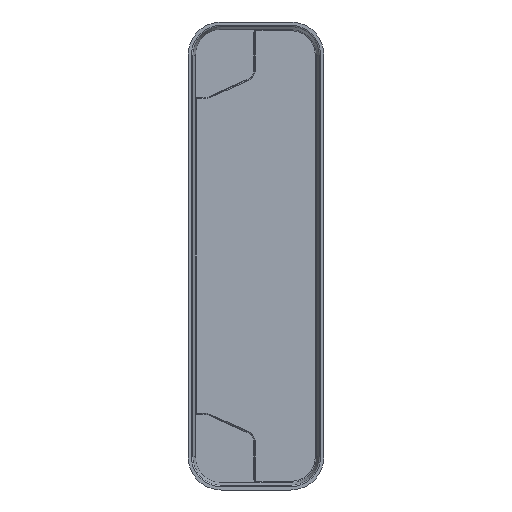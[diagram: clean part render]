
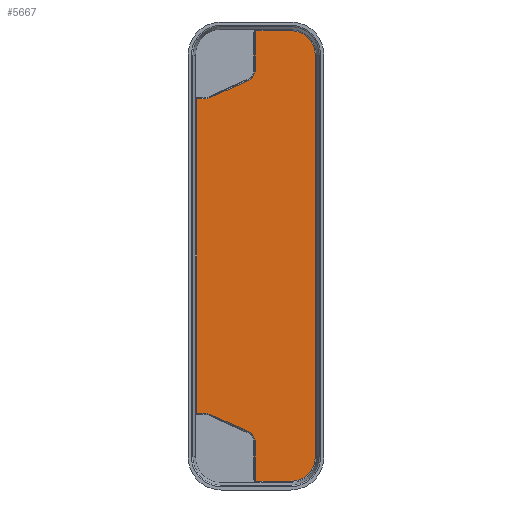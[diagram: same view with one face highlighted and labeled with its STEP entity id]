
A CAD part, front view. The second image highlights one B-rep face of the part: STEP entity #5667.
In plain terms, the highlighted planar face has unit normal (0, -1, 0).
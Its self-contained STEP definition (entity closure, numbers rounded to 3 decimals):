
#1561=DIRECTION('',(0.,0.,1.));
#1562=VECTOR('',#1561,278.);
#1563=CARTESIAN_POINT('',(41.,7.,-139.));
#1564=LINE('',#1563,#1562);
#1574=CARTESIAN_POINT('',(5.7,7.,-153.851));
#1575=DIRECTION('',(0.,-1.,0.));
#1576=DIRECTION('',(-1.,0.,0.));
#1577=AXIS2_PLACEMENT_3D('',#1574,#1575,#1576);
#1579=DIRECTION('',(0.,0.,-1.));
#1580=VECTOR('',#1579,25.184);
#1581=CARTESIAN_POINT('',(-0.5,7.,-128.667));
#1582=LINE('',#1581,#1580);
#1583=CARTESIAN_POINT('',(-8.3,7.,-128.667));
#1584=DIRECTION('',(0.,1.,0.));
#1585=DIRECTION('',(0.407,0.,0.914));
#1586=AXIS2_PLACEMENT_3D('',#1583,#1584,#1585);
#1588=DIRECTION('',(0.914,0.,-0.407));
#1589=VECTOR('',#1588,29.518);
#1590=CARTESIAN_POINT('',(-32.094,7.,-109.535));
#1591=LINE('',#1590,#1589);
#1592=CARTESIAN_POINT('',(-35.958,7.,-118.214));
#1593=DIRECTION('',(0.,1.,0.));
#1594=DIRECTION('',(0.,0.,1.));
#1595=AXIS2_PLACEMENT_3D('',#1592,#1593,#1594);
#1597=DIRECTION('',(1.,0.,0.));
#1598=VECTOR('',#1597,5.042);
#1599=CARTESIAN_POINT('',(-41.,7.,-108.714));
#1600=LINE('',#1599,#1598);
#1601=DIRECTION('',(-1.,0.,0.));
#1602=VECTOR('',#1601,5.042);
#1603=CARTESIAN_POINT('',(-35.958,7.,108.714));
#1604=LINE('',#1603,#1602);
#1605=CARTESIAN_POINT('',(-35.958,7.,118.214));
#1606=DIRECTION('',(0.,1.,0.));
#1607=DIRECTION('',(0.407,0.,-0.914));
#1608=AXIS2_PLACEMENT_3D('',#1605,#1606,#1607);
#1610=DIRECTION('',(-0.914,0.,-0.407));
#1611=VECTOR('',#1610,29.518);
#1612=CARTESIAN_POINT('',(-5.127,7.,121.541));
#1613=LINE('',#1612,#1611);
#1614=CARTESIAN_POINT('',(-8.3,7.,128.667));
#1615=DIRECTION('',(0.,1.,0.));
#1616=DIRECTION('',(1.,0.,0.));
#1617=AXIS2_PLACEMENT_3D('',#1614,#1615,#1616);
#1619=DIRECTION('',(0.,0.,-1.));
#1620=VECTOR('',#1619,25.184);
#1621=CARTESIAN_POINT('',(-0.5,7.,153.851));
#1622=LINE('',#1621,#1620);
#1623=CARTESIAN_POINT('',(5.7,7.,153.851));
#1624=DIRECTION('',(0.,-1.,0.));
#1625=DIRECTION('',(-0.938,0.,0.347));
#1626=AXIS2_PLACEMENT_3D('',#1623,#1624,#1625);
#1736=CARTESIAN_POINT('',(-0.116,7.,
-156.));
#1758=DIRECTION('',(-1.,0.,0.));
#1759=VECTOR('',#1758,24.116);
#1760=CARTESIAN_POINT('',(24.,7.,-156.));
#1761=LINE('',#1760,#1759);
#1772=CARTESIAN_POINT('',(24.,7.,-139.));
#1773=DIRECTION('',(0.,1.,0.));
#1774=DIRECTION('',(1.,0.,0.));
#1775=AXIS2_PLACEMENT_3D('',#1772,#1773,#1774);
#1976=DIRECTION('',(1.,0.,0.));
#1977=VECTOR('',#1976,24.116);
#1978=CARTESIAN_POINT('',(-0.116,7.,
156.));
#1979=LINE('',#1978,#1977);
#1985=CARTESIAN_POINT('',(24.,7.,139.));
#1986=DIRECTION('',(0.,1.,0.));
#1987=DIRECTION('',(0.,0.,1.));
#1988=AXIS2_PLACEMENT_3D('',#1985,#1986,#1987);
#2156=DIRECTION('',(0.,0.,1.));
#2157=VECTOR('',#2156,217.428);
#2158=CARTESIAN_POINT('',(-41.,7.,-108.714));
#2159=LINE('',#2158,#2157);
#2577=CARTESIAN_POINT('',(41.,7.,-139.));
#2578=VERTEX_POINT('',#2577);
#2579=CARTESIAN_POINT('',(24.,7.,-156.));
#2580=VERTEX_POINT('',#2579);
#2589=CARTESIAN_POINT('',(24.,7.,156.));
#2590=VERTEX_POINT('',#2589);
#2591=CARTESIAN_POINT('',(41.,7.,139.));
#2592=VERTEX_POINT('',#2591);
#2788=VERTEX_POINT('',#1736);
#2790=CARTESIAN_POINT('',(-0.5,7.,-153.851));
#2791=VERTEX_POINT('',#2790);
#2794=CARTESIAN_POINT('',(-0.5,7.,-128.667));
#2795=VERTEX_POINT('',#2794);
#2798=CARTESIAN_POINT('',(-5.127,7.,-121.541));
#2799=VERTEX_POINT('',#2798);
#2802=CARTESIAN_POINT('',(-32.094,7.,-109.535));
#2803=VERTEX_POINT('',#2802);
#2806=CARTESIAN_POINT('',(-35.958,7.,-108.714));
#2807=VERTEX_POINT('',#2806);
#2810=CARTESIAN_POINT('',(-41.,7.,-108.714));
#2811=VERTEX_POINT('',#2810);
#2822=CARTESIAN_POINT('',(-41.,7.,108.714));
#2824=VERTEX_POINT('',#2822);
#2826=CARTESIAN_POINT('',(-35.958,7.,108.714));
#2827=VERTEX_POINT('',#2826);
#2830=CARTESIAN_POINT('',(-32.094,7.,109.535));
#2831=VERTEX_POINT('',#2830);
#2834=CARTESIAN_POINT('',(-5.127,7.,121.541));
#2835=VERTEX_POINT('',#2834);
#2838=CARTESIAN_POINT('',(-0.5,7.,128.667));
#2839=VERTEX_POINT('',#2838);
#2842=CARTESIAN_POINT('',(-0.5,7.,153.851));
#2843=VERTEX_POINT('',#2842);
#2846=CARTESIAN_POINT('',(-0.116,7.,156.));
#2847=VERTEX_POINT('',#2846);
#5625=CARTESIAN_POINT('',(31.164,7.,0.));
#5626=DIRECTION('',(0.,1.,0.));
#5627=DIRECTION('',(1.,0.,0.));
#5628=AXIS2_PLACEMENT_3D('',#5625,#5626,#5627);
#5629=PLANE('',#5628);
#5631=ORIENTED_EDGE('',*,*,#5630,.F.);
#5633=ORIENTED_EDGE('',*,*,#5632,.F.);
#5635=ORIENTED_EDGE('',*,*,#5634,.F.);
#5637=ORIENTED_EDGE('',*,*,#5636,.F.);
#5639=ORIENTED_EDGE('',*,*,#5638,.F.);
#5641=ORIENTED_EDGE('',*,*,#5640,.F.);
#5643=ORIENTED_EDGE('',*,*,#5642,.T.);
#5645=ORIENTED_EDGE('',*,*,#5644,.F.);
#5647=ORIENTED_EDGE('',*,*,#5646,.F.);
#5649=ORIENTED_EDGE('',*,*,#5648,.F.);
#5651=ORIENTED_EDGE('',*,*,#5650,.F.);
#5653=ORIENTED_EDGE('',*,*,#5652,.F.);
#5655=ORIENTED_EDGE('',*,*,#5654,.F.);
#5657=ORIENTED_EDGE('',*,*,#5656,.T.);
#5659=ORIENTED_EDGE('',*,*,#5658,.T.);
#5660=ORIENTED_EDGE('',*,*,#5615,.F.);
#5662=ORIENTED_EDGE('',*,*,#5661,.T.);
#5664=ORIENTED_EDGE('',*,*,#5663,.T.);
#5665=EDGE_LOOP('',(#5631,#5633,#5635,#5637,#5639,#5641,#5643,#5645,#5647,#5649,
#5651,#5653,#5655,#5657,#5659,#5660,#5662,#5664));
#5666=FACE_OUTER_BOUND('',#5665,.F.);
#5667=ADVANCED_FACE('',(#5666),#5629,.F.);
#1578=CIRCLE('',#1577,6.2);
#1587=CIRCLE('',#1586,7.8);
#1596=CIRCLE('',#1595,9.5);
#1609=CIRCLE('',#1608,9.5);
#1618=CIRCLE('',#1617,7.8);
#1627=CIRCLE('',#1626,6.2);
#1776=CIRCLE('',#1775,17.);
#1989=CIRCLE('',#1988,17.);
#5615=EDGE_CURVE('',#2578,#2592,#1564,.T.);
#5630=EDGE_CURVE('',#2791,#2788,#1578,.T.);
#5632=EDGE_CURVE('',#2795,#2791,#1582,.T.);
#5634=EDGE_CURVE('',#2799,#2795,#1587,.T.);
#5636=EDGE_CURVE('',#2803,#2799,#1591,.T.);
#5638=EDGE_CURVE('',#2807,#2803,#1596,.T.);
#5640=EDGE_CURVE('',#2811,#2807,#1600,.T.);
#5642=EDGE_CURVE('',#2811,#2824,#2159,.T.);
#5644=EDGE_CURVE('',#2827,#2824,#1604,.T.);
#5646=EDGE_CURVE('',#2831,#2827,#1609,.T.);
#5648=EDGE_CURVE('',#2835,#2831,#1613,.T.);
#5650=EDGE_CURVE('',#2839,#2835,#1618,.T.);
#5652=EDGE_CURVE('',#2843,#2839,#1622,.T.);
#5654=EDGE_CURVE('',#2847,#2843,#1627,.T.);
#5656=EDGE_CURVE('',#2847,#2590,#1979,.T.);
#5658=EDGE_CURVE('',#2590,#2592,#1989,.T.);
#5661=EDGE_CURVE('',#2578,#2580,#1776,.T.);
#5663=EDGE_CURVE('',#2580,#2788,#1761,.T.);
